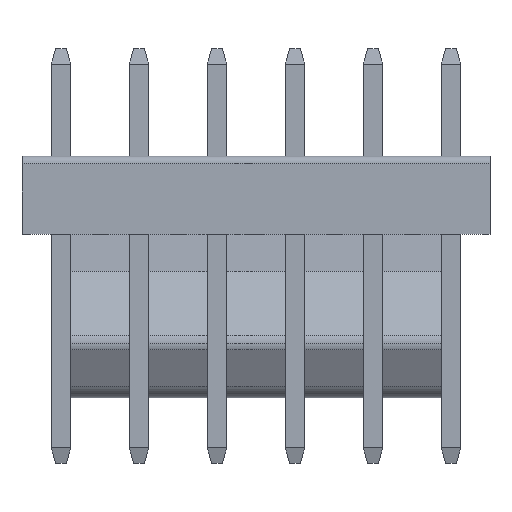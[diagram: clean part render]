
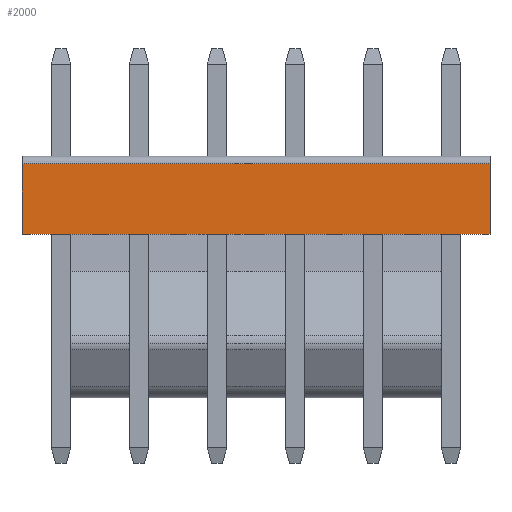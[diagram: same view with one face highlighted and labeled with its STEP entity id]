
A CAD part, left-side view. The second image highlights one B-rep face of the part: STEP entity #2000.
In plain terms, the highlighted planar face has unit normal (-1, 0, 0).
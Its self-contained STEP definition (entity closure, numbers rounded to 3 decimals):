
#1895=CARTESIAN_POINT('',(-2.85,0.,1.02));
#1896=VERTEX_POINT('',#1895);
#1927=CARTESIAN_POINT('',(-2.85,0.,-1.27));
#1928=VERTEX_POINT('',#1927);
#1929=CARTESIAN_POINT('',(-2.85,0.,1.02));
#1930=CARTESIAN_POINT('',(-2.85,0.,0.562));
#1931=CARTESIAN_POINT('',(-2.85,0.,0.104));
#1932=CARTESIAN_POINT('',(-2.85,0.,-0.354));
#1933=CARTESIAN_POINT('',(-2.85,0.,-0.812));
#1934=CARTESIAN_POINT('',(-2.85,0.,-1.27));
#1935=B_SPLINE_CURVE_WITH_KNOTS('',5,(#1929,#1930,#1931,#1932,#1933,#1934),.UNSPECIFIED.,.F.,.U.,(6,6),(0.,2.29),.UNSPECIFIED.);
#1936=EDGE_CURVE('',#1896,#1928,#1935,.T.);
#1961=CARTESIAN_POINT('',(-2.85,7.62,-0.125));
#1962=DIRECTION('',(0.,0.,1.));
#1963=DIRECTION('',(-1.,0.,0.));
#1964=AXIS2_PLACEMENT_3D('',#1961,#1963,#1962);
#1965=PLANE('',#1964);
#1966=CARTESIAN_POINT('',(-2.85,15.24,1.02));
#1967=VERTEX_POINT('',#1966);
#1968=CARTESIAN_POINT('',(-2.85,0.,1.02));
#1969=CARTESIAN_POINT('',(-2.85,3.048,1.02));
#1970=CARTESIAN_POINT('',(-2.85,6.096,1.02));
#1971=CARTESIAN_POINT('',(-2.85,9.144,1.02));
#1972=CARTESIAN_POINT('',(-2.85,12.192,1.02));
#1973=CARTESIAN_POINT('',(-2.85,15.24,1.02));
#1974=B_SPLINE_CURVE_WITH_KNOTS('',5,(#1968,#1969,#1970,#1971,#1972,#1973),.UNSPECIFIED.,.F.,.U.,(6,6),(0.,15.24),.UNSPECIFIED.);
#1975=EDGE_CURVE('',#1896,#1967,#1974,.T.);
#1976=ORIENTED_EDGE('',*,*,#1975,.T.);
#1977=CARTESIAN_POINT('',(-2.85,15.24,-1.27));
#1978=VERTEX_POINT('',#1977);
#1979=CARTESIAN_POINT('',(-2.85,15.24,1.02));
#1980=CARTESIAN_POINT('',(-2.85,15.24,0.562));
#1981=CARTESIAN_POINT('',(-2.85,15.24,0.104));
#1982=CARTESIAN_POINT('',(-2.85,15.24,-0.354));
#1983=CARTESIAN_POINT('',(-2.85,15.24,-0.812));
#1984=CARTESIAN_POINT('',(-2.85,15.24,-1.27));
#1985=B_SPLINE_CURVE_WITH_KNOTS('',5,(#1979,#1980,#1981,#1982,#1983,#1984),.UNSPECIFIED.,.F.,.U.,(6,6),(0.,2.29),.UNSPECIFIED.);
#1986=EDGE_CURVE('',#1967,#1978,#1985,.T.);
#1987=ORIENTED_EDGE('',*,*,#1986,.T.);
#1988=CARTESIAN_POINT('',(-2.85,0.,-1.27));
#1989=CARTESIAN_POINT('',(-2.85,3.048,-1.27));
#1990=CARTESIAN_POINT('',(-2.85,6.096,-1.27));
#1991=CARTESIAN_POINT('',(-2.85,9.144,-1.27));
#1992=CARTESIAN_POINT('',(-2.85,12.192,-1.27));
#1993=CARTESIAN_POINT('',(-2.85,15.24,-1.27));
#1994=B_SPLINE_CURVE_WITH_KNOTS('',5,(#1988,#1989,#1990,#1991,#1992,#1993),.UNSPECIFIED.,.F.,.U.,(6,6),(0.,15.24),.UNSPECIFIED.);
#1995=EDGE_CURVE('',#1928,#1978,#1994,.T.);
#1996=ORIENTED_EDGE('',*,*,#1995,.F.);
#1997=ORIENTED_EDGE('',*,*,#1936,.F.);
#1998=EDGE_LOOP('',(#1976,#1987,#1996,#1997));
#1999=FACE_OUTER_BOUND('',#1998,.T.);
#2000=ADVANCED_FACE('',(#1999),#1965,.T.);
